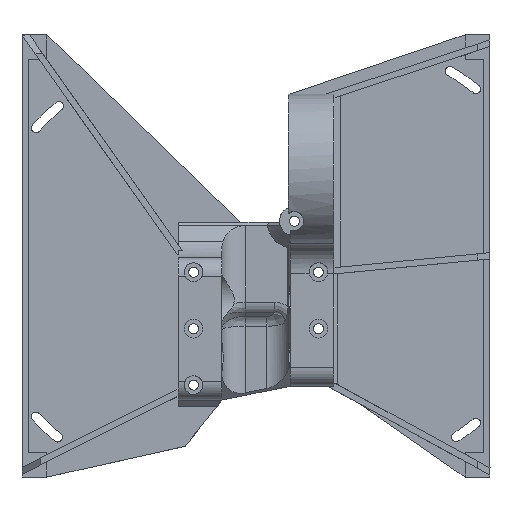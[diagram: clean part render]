
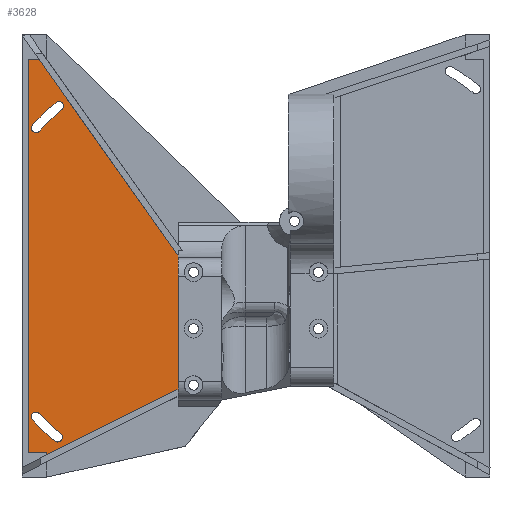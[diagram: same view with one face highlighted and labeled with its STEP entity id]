
A CAD part, top view. The second image highlights one B-rep face of the part: STEP entity #3628.
In plain terms, the highlighted planar face has unit normal (0, 0, 1).
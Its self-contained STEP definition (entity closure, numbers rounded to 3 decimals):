
#124=FACE_BOUND('',#670,.T.);
#125=FACE_BOUND('',#671,.T.);
#259=PLANE('',#3933);
#419=FACE_OUTER_BOUND('',#669,.T.);
#669=EDGE_LOOP('',(#3096,#3097,#3098,#3099,#3100,#3101,#3102));
#670=EDGE_LOOP('',(#3103,#3104,#3105,#3106));
#671=EDGE_LOOP('',(#3107,#3108,#3109,#3110));
#1019=LINE('',#5781,#1346);
#1055=LINE('',#5862,#1382);
#1057=LINE('',#5867,#1384);
#1060=LINE('',#5871,#1387);
#1067=LINE('',#5963,#1394);
#1070=LINE('',#5979,#1397);
#1071=LINE('',#5980,#1398);
#1346=VECTOR('',#4644,10.);
#1382=VECTOR('',#4728,10.);
#1384=VECTOR('',#4732,10.);
#1387=VECTOR('',#4737,10.);
#1394=VECTOR('',#4772,10.);
#1397=VECTOR('',#4787,10.);
#1398=VECTOR('',#4788,10.);
#1450=CIRCLE('',#3720,67.);
#1452=CIRCLE('',#3723,1.5);
#1454=CIRCLE('',#3726,70.);
#1456=CIRCLE('',#3729,1.5);
#1466=CIRCLE('',#3744,67.);
#1468=CIRCLE('',#3747,1.5);
#1470=CIRCLE('',#3750,70.);
#1472=CIRCLE('',#3753,1.5);
#1579=VERTEX_POINT('',#5084);
#1580=VERTEX_POINT('',#5086);
#1582=VERTEX_POINT('',#5092);
#1584=VERTEX_POINT('',#5098);
#1595=VERTEX_POINT('',#5132);
#1596=VERTEX_POINT('',#5134);
#1598=VERTEX_POINT('',#5140);
#1600=VERTEX_POINT('',#5146);
#1815=VERTEX_POINT('',#5779);
#1816=VERTEX_POINT('',#5780);
#1836=VERTEX_POINT('',#5859);
#1837=VERTEX_POINT('',#5861);
#1838=VERTEX_POINT('',#5865);
#1839=VERTEX_POINT('',#5866);
#1855=VERTEX_POINT('',#5978);
#1931=EDGE_CURVE('',#1580,#1579,#1450,.T.);
#1934=EDGE_CURVE('',#1582,#1580,#1452,.T.);
#1937=EDGE_CURVE('',#1584,#1582,#1454,.T.);
#1940=EDGE_CURVE('',#1579,#1584,#1456,.T.);
#1955=EDGE_CURVE('',#1596,#1595,#1466,.T.);
#1958=EDGE_CURVE('',#1598,#1596,#1468,.T.);
#1961=EDGE_CURVE('',#1600,#1598,#1470,.T.);
#1964=EDGE_CURVE('',#1595,#1600,#1472,.T.);
#2242=EDGE_CURVE('',#1815,#1816,#1019,.T.);
#2283=EDGE_CURVE('',#1837,#1836,#1055,.T.);
#2285=EDGE_CURVE('',#1838,#1839,#1057,.T.);
#2288=EDGE_CURVE('',#1815,#1839,#1060,.T.);
#2306=EDGE_CURVE('',#1838,#1836,#1067,.T.);
#2314=EDGE_CURVE('',#1816,#1855,#1070,.T.);
#2315=EDGE_CURVE('',#1837,#1855,#1071,.T.);
#3096=ORIENTED_EDGE('',*,*,#2242,.T.);
#3097=ORIENTED_EDGE('',*,*,#2314,.T.);
#3098=ORIENTED_EDGE('',*,*,#2315,.F.);
#3099=ORIENTED_EDGE('',*,*,#2283,.T.);
#3100=ORIENTED_EDGE('',*,*,#2306,.F.);
#3101=ORIENTED_EDGE('',*,*,#2285,.T.);
#3102=ORIENTED_EDGE('',*,*,#2288,.F.);
#3103=ORIENTED_EDGE('',*,*,#1931,.T.);
#3104=ORIENTED_EDGE('',*,*,#1940,.T.);
#3105=ORIENTED_EDGE('',*,*,#1937,.T.);
#3106=ORIENTED_EDGE('',*,*,#1934,.T.);
#3107=ORIENTED_EDGE('',*,*,#1955,.T.);
#3108=ORIENTED_EDGE('',*,*,#1964,.T.);
#3109=ORIENTED_EDGE('',*,*,#1961,.T.);
#3110=ORIENTED_EDGE('',*,*,#1958,.T.);
#3628=ADVANCED_FACE('',(#419,#124,#125),#259,.T.);
#3720=AXIS2_PLACEMENT_3D('',#5087,#4081,#4082);
#3723=AXIS2_PLACEMENT_3D('',#5093,#4088,#4089);
#3726=AXIS2_PLACEMENT_3D('',#5099,#4095,#4096);
#3729=AXIS2_PLACEMENT_3D('',#5103,#4102,#4103);
#3744=AXIS2_PLACEMENT_3D('',#5135,#4137,#4138);
#3747=AXIS2_PLACEMENT_3D('',#5141,#4144,#4145);
#3750=AXIS2_PLACEMENT_3D('',#5147,#4151,#4152);
#3753=AXIS2_PLACEMENT_3D('',#5151,#4158,#4159);
#3933=AXIS2_PLACEMENT_3D('',#5977,#4785,#4786);
#4081=DIRECTION('center_axis',(0.,0.,1.));
#4082=DIRECTION('ref_axis',(1.,0.,0.));
#4088=DIRECTION('center_axis',(0.,0.,-1.));
#4089=DIRECTION('ref_axis',(1.,0.,0.));
#4095=DIRECTION('center_axis',(0.,0.,-1.));
#4096=DIRECTION('ref_axis',(1.,0.,0.));
#4102=DIRECTION('center_axis',(0.,0.,-1.));
#4103=DIRECTION('ref_axis',(1.,0.,0.));
#4137=DIRECTION('center_axis',(0.,0.,1.));
#4138=DIRECTION('ref_axis',(1.,0.,0.));
#4144=DIRECTION('center_axis',(0.,0.,-1.));
#4145=DIRECTION('ref_axis',(1.,0.,0.));
#4151=DIRECTION('center_axis',(0.,0.,-1.));
#4152=DIRECTION('ref_axis',(1.,0.,0.));
#4158=DIRECTION('center_axis',(0.,0.,-1.));
#4159=DIRECTION('ref_axis',(1.,0.,0.));
#4644=DIRECTION('',(0.,-1.,0.));
#4728=DIRECTION('',(0.895,0.447,0.));
#4732=DIRECTION('',(-0.577,0.816,0.));
#4737=DIRECTION('',(1.,0.,0.));
#4772=DIRECTION('',(0.,-1.,0.));
#4785=DIRECTION('center_axis',(0.,0.,1.));
#4786=DIRECTION('ref_axis',(1.,0.,0.));
#4787=DIRECTION('',(1.,0.,0.));
#4788=DIRECTION('',(0.,1.,0.));
#5084=CARTESIAN_POINT('',(-76.594,81.376,147.15));
#5086=CARTESIAN_POINT('',(-69.401,88.147,147.15));
#5087=CARTESIAN_POINT('Origin',(-27.2,36.108,147.15));
#5092=CARTESIAN_POINT('',(-71.29,90.477,147.15));
#5093=CARTESIAN_POINT('Origin',(-70.346,89.312,147.15));
#5098=CARTESIAN_POINT('',(-78.806,83.403,147.15));
#5099=CARTESIAN_POINT('Origin',(-27.2,36.108,147.15));
#5103=CARTESIAN_POINT('Origin',(-77.7,82.39,147.15));
#5132=CARTESIAN_POINT('',(-69.78,-15.622,147.15));
#5134=CARTESIAN_POINT('',(-76.594,-9.16,147.15));
#5135=CARTESIAN_POINT('Origin',(-27.2,36.108,147.15));
#5140=CARTESIAN_POINT('',(-78.806,-11.187,147.15));
#5141=CARTESIAN_POINT('Origin',(-77.7,-10.174,147.15));
#5146=CARTESIAN_POINT('',(-71.686,-17.938,147.15));
#5147=CARTESIAN_POINT('Origin',(-27.2,36.108,147.15));
#5151=CARTESIAN_POINT('Origin',(-70.733,-16.78,147.15));
#5779=CARTESIAN_POINT('',(-80.2,104.209,147.15));
#5780=CARTESIAN_POINT('',(-80.2,-21.536,147.15));
#5781=CARTESIAN_POINT('',(-80.2,9.901,147.15));
#5859=CARTESIAN_POINT('',(-32.2,-1.462,147.15));
#5861=CARTESIAN_POINT('',(-74.2,-22.422,147.15));
#5862=CARTESIAN_POINT('',(-3.026,13.097,147.15));
#5865=CARTESIAN_POINT('',(-32.2,41.445,147.15));
#5866=CARTESIAN_POINT('',(-76.596,104.209,147.15));
#5867=CARTESIAN_POINT('',(-58.997,79.329,147.15));
#5871=CARTESIAN_POINT('',(-82.2,104.209,147.15));
#5963=CARTESIAN_POINT('',(-32.2,29.674,147.15));
#5977=CARTESIAN_POINT('Origin',(-43.131,41.337,147.15));
#5978=CARTESIAN_POINT('',(-74.2,-21.536,147.15));
#5979=CARTESIAN_POINT('',(-82.2,-21.536,147.15));
#5980=CARTESIAN_POINT('',(-74.2,76.773,147.15));
